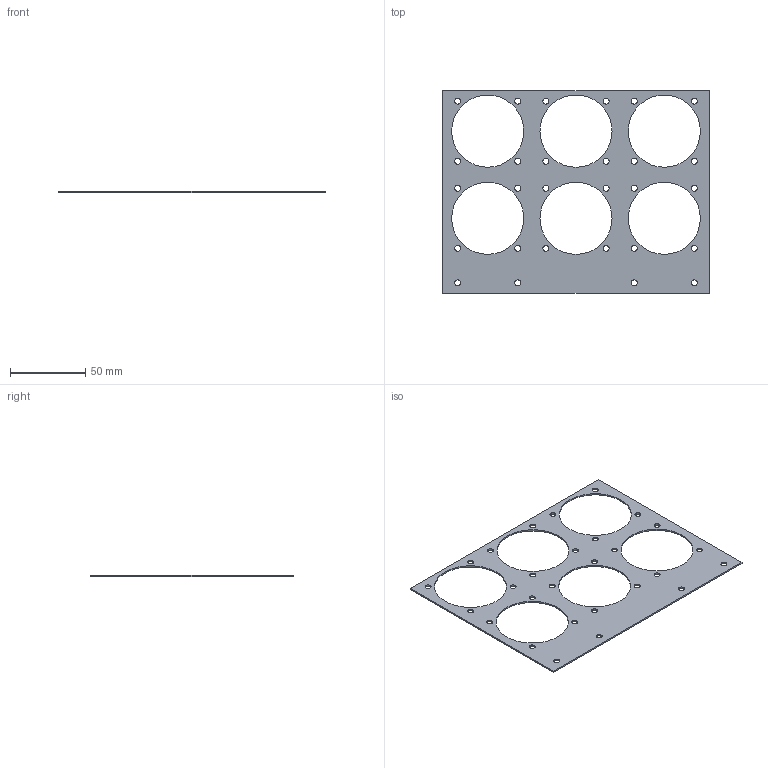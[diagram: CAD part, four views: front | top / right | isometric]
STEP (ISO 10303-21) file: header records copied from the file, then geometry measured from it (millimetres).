
FILE_DESCRIPTION(/* description */ (''),/* implementation_level */ '2;1');
FILE_NAME(/* name */ 'plate_int.ipt.stp',/* time_stamp */ '2016-11-04T11:03:06+01:00',/* author */ ('tguillod'),/* organization */ (''),/* preprocessor_version */ 'ST-DEVELOPER v15.2',/* originating_system */ 'Autodesk Inventor 2014',/* authorisation */ '');
FILE_SCHEMA (('AUTOMOTIVE_DESIGN { 1 0 10303 214 3 1 1 }'));
Length unit declared in the file: millimetre
Products named in the file (1): plate_int
Bounding box: 177.5 x 135 x 1 mm (x, y, z)
Volume: 12753.3 mm3; surface area: 27388.2 mm2
Topology: 1 solids, 1 shells, 40 faces, 142 edges, 104 vertices
Faces by surface type: cylinder 34, plane 6
Full cylindrical faces by diameter (mm): 4 x28, 48 x6
Entity records: 1333 total; most frequent: DIRECTION 230, CARTESIAN_POINT 197, ORIENTED_EDGE 160, EDGE_LOOP 142, AXIS2_PLACEMENT_3D 109, FACE_BOUND 104, EDGE_CURVE 80, VERTEX_POINT 76
